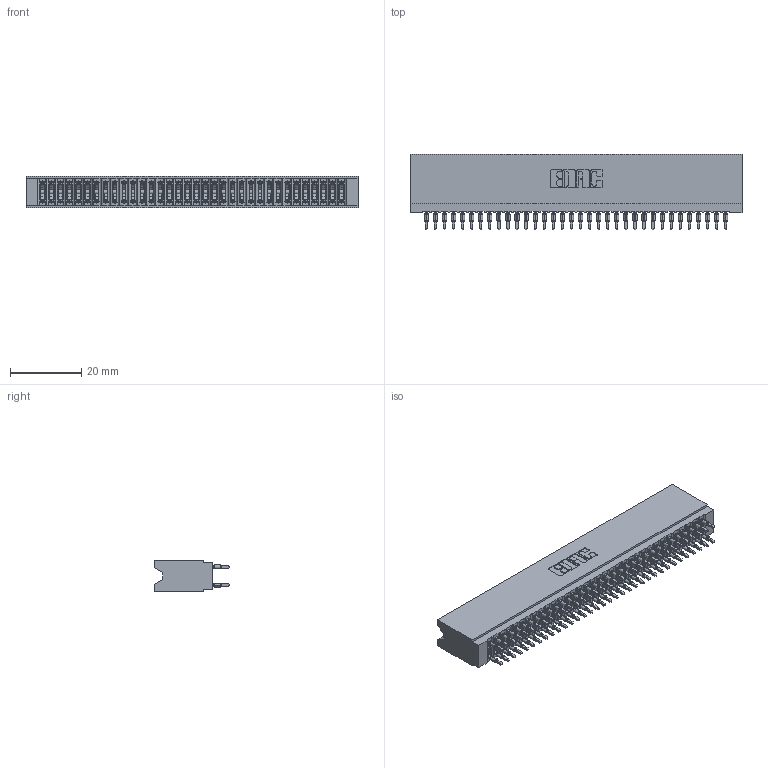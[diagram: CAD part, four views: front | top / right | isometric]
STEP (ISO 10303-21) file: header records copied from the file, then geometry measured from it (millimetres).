
FILE_DESCRIPTION (( 'STEP AP203' ), '1' );
FILE_NAME ('745-068-525-206.STEP', '2026-02-26T19:34:46', ( '' ), ( '' ), 'SwSTEP 2.0', 'SolidWorks 2023', '' );
FILE_SCHEMA (( 'CONFIG_CONTROL_DESIGN' ));
Length unit declared in the file: millimetre
Products named in the file (3): 745 Part_Insulator Option - 06; 745-068-525-206; 745-292-001_525
Assembly tree (69 placements, depth 2):
  745-068-525-206
    745 Part_Insulator Option - 06
    745-292-001_525  x68
Bounding box: 92.96 x 21.22 x 8.89 mm (x, y, z)
Volume: 8379.2 mm3; surface area: 16813.7 mm2
Topology: 69 solids, 69 shells, 6182 faces, 16614 edges, 10440 vertices
Faces by surface type: plane 3184, bspline 1360, cylinder 1230, torus 408
Entity records: 58352 total; most frequent: CARTESIAN_POINT 10626, ORIENTED_EDGE 10046, DIRECTION 8783, EDGE_CURVE 5023, VECTOR 4637, LINE 4637, VERTEX_POINT 3204, AXIS2_PLACEMENT_3D 2073
